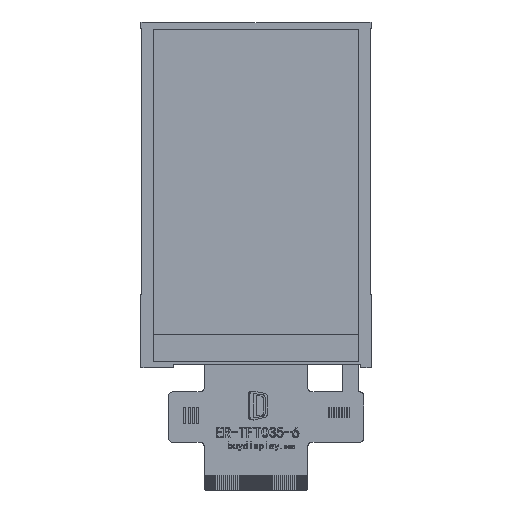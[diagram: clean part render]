
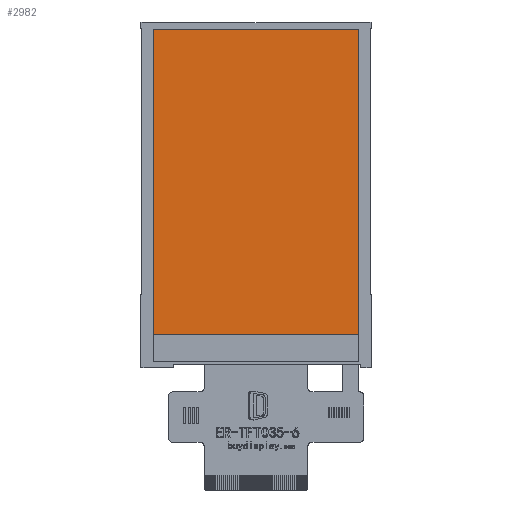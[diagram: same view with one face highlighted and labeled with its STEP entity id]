
A CAD part, top view. The second image highlights one B-rep face of the part: STEP entity #2982.
In plain terms, the highlighted planar face has unit normal (0, 0, 1).
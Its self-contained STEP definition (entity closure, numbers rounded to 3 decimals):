
#2982 = ADVANCED_FACE ( 'NONE', ( #15730 ), #13147, .T. ) ;
#3098 = CARTESIAN_POINT ( 'NONE',  ( 25.28, 40.67, 2.75 ) ) ;
#3918 = DIRECTION ( 'NONE',  ( 0., -1., 0. ) ) ;
#5536 = EDGE_CURVE ( 'NONE', #25269, #21495, #20167, .T. ) ;
#6655 = ORIENTED_EDGE ( 'NONE', *, *, #5536, .F. ) ;
#7135 = CARTESIAN_POINT ( 'NONE',  ( -25.28, -34.37, 2.75 ) ) ;
#7878 = CARTESIAN_POINT ( 'NONE',  ( -25.28, 40.67, 2.75 ) ) ;
#8819 = VECTOR ( 'NONE', #3918, 1000. ) ;
#11357 = CARTESIAN_POINT ( 'NONE',  ( 25.28, -34.37, 2.75 ) ) ;
#11530 = EDGE_CURVE ( 'NONE', #27798, #25679, #16361, .T. ) ;
#13147 = PLANE ( 'NONE',  #19310 ) ;
#15730 = FACE_OUTER_BOUND ( 'NONE', #33102, .T. ) ;
#16361 = LINE ( 'NONE', #17317, #31233 ) ;
#16474 = EDGE_CURVE ( 'NONE', #25679, #21495, #31173, .T. ) ;
#17317 = CARTESIAN_POINT ( 'NONE',  ( -25.28, 40.67, 2.75 ) ) ;
#19310 = AXIS2_PLACEMENT_3D ( 'NONE', #30546, #21684, #20582 ) ;
#20167 = LINE ( 'NONE', #7135, #34933 ) ;
#20582 = DIRECTION ( 'NONE',  ( 1., 0., 0. ) ) ;
#20924 = ORIENTED_EDGE ( 'NONE', *, *, #23514, .T. ) ;
#21495 = VERTEX_POINT ( 'NONE', #31772 ) ;
#21684 = DIRECTION ( 'NONE',  ( 0., 0., 1. ) ) ;
#23101 = VECTOR ( 'NONE', #31458, 1000. ) ;
#23514 = EDGE_CURVE ( 'NONE', #25269, #27798, #29604, .T. ) ;
#23604 = CARTESIAN_POINT ( 'NONE',  ( -25.28, 40.67, 2.75 ) ) ;
#25269 = VERTEX_POINT ( 'NONE', #11357 ) ;
#25679 = VERTEX_POINT ( 'NONE', #7878 ) ;
#27204 = ORIENTED_EDGE ( 'NONE', *, *, #16474, .T. ) ;
#27798 = VERTEX_POINT ( 'NONE', #3098 ) ;
#28943 = DIRECTION ( 'NONE',  ( -1., 0., 0. ) ) ;
#29196 = ORIENTED_EDGE ( 'NONE', *, *, #11530, .T. ) ;
#29604 = LINE ( 'NONE', #34233, #23101 ) ;
#30546 = CARTESIAN_POINT ( 'NONE',  ( 0., 0., 2.75 ) ) ;
#31173 = LINE ( 'NONE', #23604, #8819 ) ;
#31233 = VECTOR ( 'NONE', #31253, 1000. ) ;
#31253 = DIRECTION ( 'NONE',  ( -1., 0., 0. ) ) ;
#31458 = DIRECTION ( 'NONE',  ( 0., 1., 0. ) ) ;
#31772 = CARTESIAN_POINT ( 'NONE',  ( -25.28, -34.37, 2.75 ) ) ;
#33102 = EDGE_LOOP ( 'NONE', ( #27204, #6655, #20924, #29196 ) ) ;
#34233 = CARTESIAN_POINT ( 'NONE',  ( 25.28, 40.67, 2.75 ) ) ;
#34933 = VECTOR ( 'NONE', #28943, 1000. ) ;
